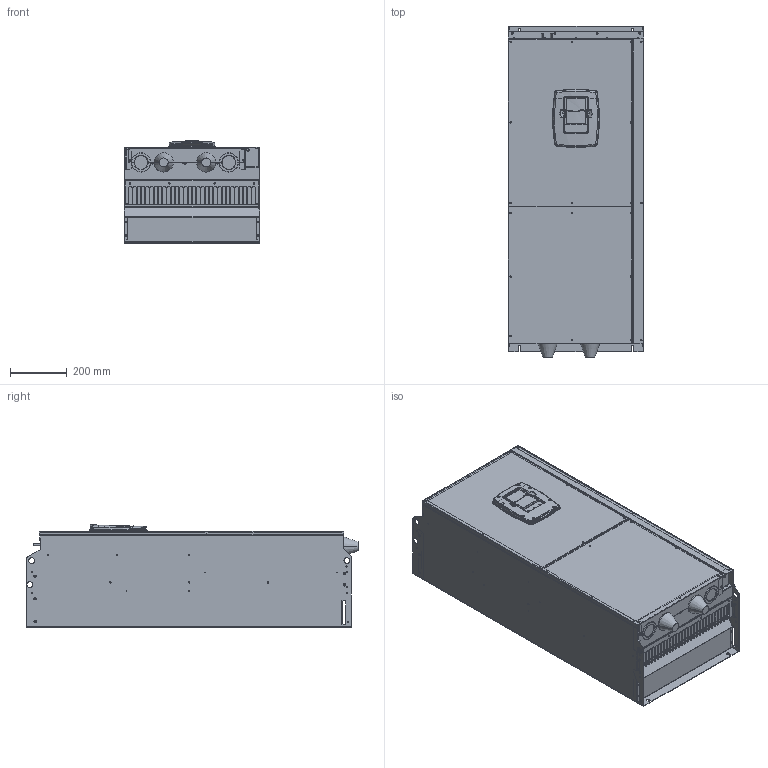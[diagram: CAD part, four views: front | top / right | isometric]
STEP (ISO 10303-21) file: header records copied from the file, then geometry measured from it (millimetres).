
FILE_DESCRIPTION((''),'2;1');
FILE_NAME('OUT_NXP_FR9_WITHLCP','2020-05-11T',('U381548'),('Danfoss Drives A/S'),'CREO PARAMETRIC BY PTC INC, 2018070','CREO PARAMETRIC BY PTC INC, 2018070','');
FILE_SCHEMA(('CONFIG_CONTROL_DESIGN','GEOMETRIC_VALIDATION_PROPERTIES_MIM'));
Products named in the file (1): OUT_NXP_FR9_WITHLCP
Bounding box: 480 x 1173 x 361.17 mm (x, y, z)
Volume: 169971170.7 mm3; surface area: 6385215.8 mm2
Topology: 1 solids, 13 shells, 2384 faces, 7391 edges, 4954 vertices
Faces by surface type: plane 1093, cylinder 1053, bspline 88, cone 82, torus 48, extrusion 18, sphere 2
Entity records: 113187 total; most frequent: CARTESIAN_POINT 22391, ORIENTED_EDGE 14471, DIRECTION 13836, PRESENTATION_STYLE_ASSIGNMENT 7499, STYLED_ITEM 7406, CURVE_STYLE 7381, EDGE_CURVE 7381, VERTEX_POINT 4951
